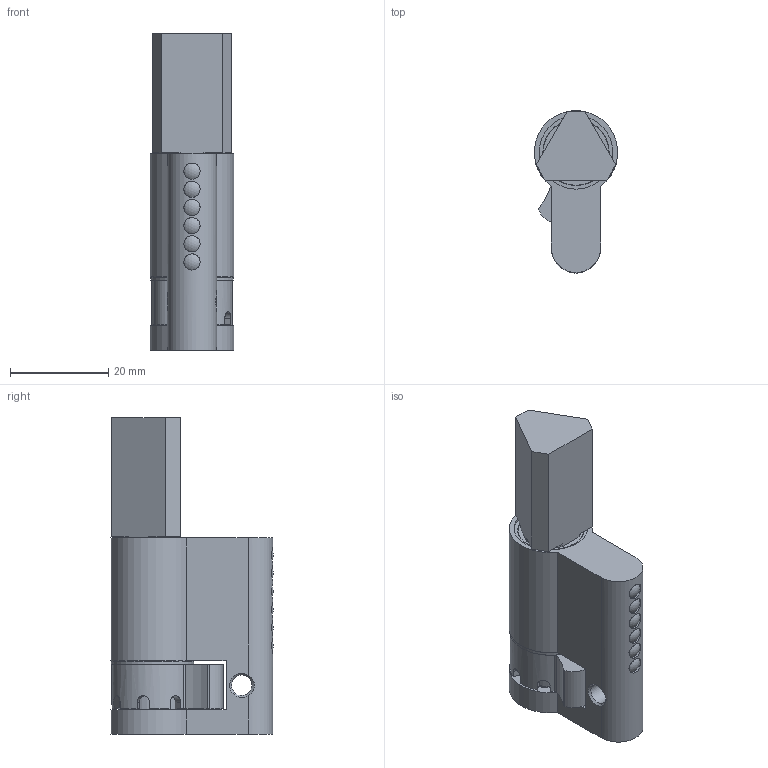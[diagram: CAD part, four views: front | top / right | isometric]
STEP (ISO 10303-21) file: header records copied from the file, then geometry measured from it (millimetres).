
FILE_DESCRIPTION (( 'STEP AP203' ), '1' );
FILE_NAME ('8597.step', '2020-03-18T12:13:54', ( '' ), ( '' ), 'SwSTEP 2.0', 'SolidWorks 2015', '' );
FILE_SCHEMA (( 'CONFIG_CONTROL_DESIGN' ));
Length unit declared in the file: millimetre
Products named in the file (9): 859X Teil1; 8596 + 8597 Konfig; 859X Teil2; 859X Teil3_859X Teil3; 8596 + 8597 Konfig_8597 Teil1; 859X Teil3; 859X Teil2_8597 Teil2; 859X Teil1_859X Teil1; 8597
Assembly tree (4 placements, depth 2):
  859X Teil1
  8596 + 8597 Konfig
  859X Teil2
  859X Teil3
  8597
    8596 + 8597 Konfig_8597 Teil1
    859X Teil1_859X Teil1
    859X Teil2_8597 Teil2
    859X Teil3_859X Teil3
Bounding box: 16.95 x 33.05 x 64.5 mm (x, y, z)
Volume: 17201.6 mm3; surface area: 10973.6 mm2
Topology: 10 solids, 10 shells, 277 faces, 713 edges, 476 vertices
Faces by surface type: plane 123, bspline 84, cylinder 61, sphere 6, cone 3
Full cylindrical faces by diameter (mm): 2.6 x4, 3.3 x6, 4.2 x1, 12.7 x2, 13.4 x2, 13.5 x2, 15 x1, 16.8 x1
Entity records: 13847 total; most frequent: CARTESIAN_POINT 6915, ORIENTED_EDGE 1374, DIRECTION 1011, EDGE_CURVE 687, VERTEX_POINT 470, AXIS2_PLACEMENT_3D 343, EDGE_LOOP 339, VECTOR 325
